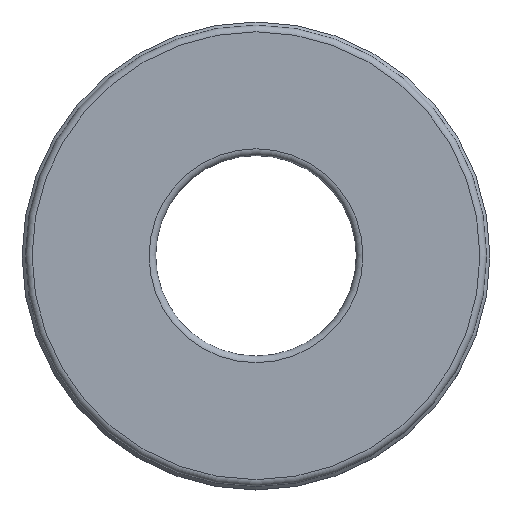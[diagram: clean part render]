
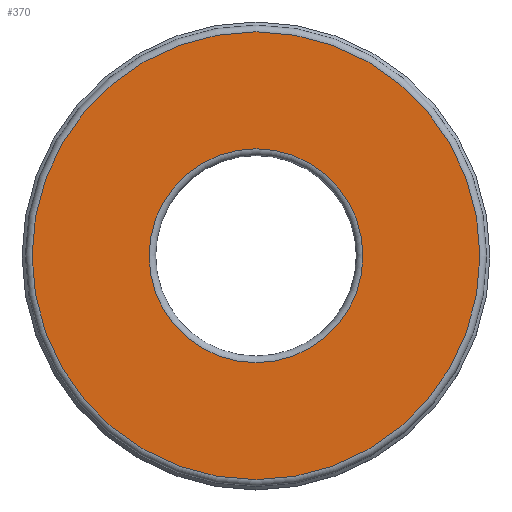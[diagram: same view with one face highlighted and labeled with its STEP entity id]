
A CAD part, top view. The second image highlights one B-rep face of the part: STEP entity #370.
In plain terms, the highlighted planar face has unit normal (0, 0, 1).
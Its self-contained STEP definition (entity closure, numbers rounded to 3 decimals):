
#19=FACE_BOUND('',#123,.T.);
#25=PLANE('',#442);
#93=FACE_OUTER_BOUND('',#122,.T.);
#122=EDGE_LOOP('',(#307));
#123=EDGE_LOOP('',(#308));
#144=CIRCLE('',#419,3.2);
#158=CIRCLE('',#439,6.7);
#188=VERTEX_POINT('',#642);
#199=VERTEX_POINT('',#676);
#219=EDGE_CURVE('',#188,#188,#144,.T.);
#237=EDGE_CURVE('',#199,#199,#158,.T.);
#307=ORIENTED_EDGE('',*,*,#237,.F.);
#308=ORIENTED_EDGE('',*,*,#219,.T.);
#370=ADVANCED_FACE('',(#93,#19),#25,.T.);
#419=AXIS2_PLACEMENT_3D('',#643,#503,#504);
#439=AXIS2_PLACEMENT_3D('',#678,#547,#548);
#442=AXIS2_PLACEMENT_3D('',#681,#553,#554);
#503=DIRECTION('center_axis',(0.,0.,-1.));
#504=DIRECTION('ref_axis',(1.,0.,0.));
#547=DIRECTION('center_axis',(0.,0.,-1.));
#548=DIRECTION('ref_axis',(1.,0.,0.));
#553=DIRECTION('center_axis',(0.,0.,1.));
#554=DIRECTION('ref_axis',(-1.,0.,0.));
#642=CARTESIAN_POINT('',(0.,-3.2,5.));
#643=CARTESIAN_POINT('Origin',(0.,0.,5.));
#676=CARTESIAN_POINT('',(0.,-6.7,5.));
#678=CARTESIAN_POINT('Origin',(0.,0.,5.));
#681=CARTESIAN_POINT('Origin',(4.95,0.,5.));
